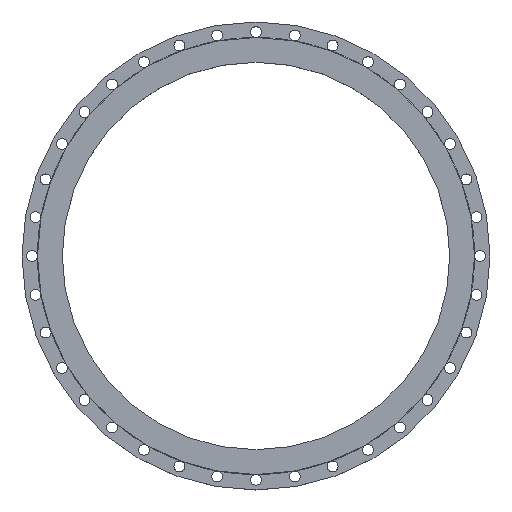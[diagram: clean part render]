
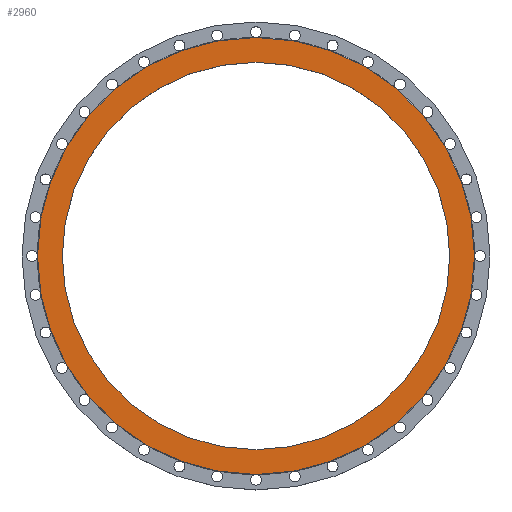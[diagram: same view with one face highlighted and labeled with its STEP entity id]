
A CAD part, top view. The second image highlights one B-rep face of the part: STEP entity #2960.
In plain terms, the highlighted planar face has unit normal (0, 0, 1).
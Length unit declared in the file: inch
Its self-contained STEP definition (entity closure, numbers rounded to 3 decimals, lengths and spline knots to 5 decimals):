
#21 = ORIENTED_EDGE ( 'NONE', *, *, #3581, .F. ) ;
#40 = CIRCLE ( 'NONE', #3089, 17.625 ) ;
#238 = EDGE_LOOP ( 'NONE', ( #3206, #1782 ) ) ;
#337 = AXIS2_PLACEMENT_3D ( 'NONE', #2616, #3744, #2224 ) ;
#338 = CARTESIAN_POINT ( 'NONE',  ( 17.625, 0., 0. ) ) ;
#558 = DIRECTION ( 'NONE',  ( 0., 0., 1. ) ) ;
#561 = PLANE ( 'NONE',  #2956 ) ;
#667 = EDGE_CURVE ( 'NONE', #2609, #1301, #3137, .T. ) ;
#828 = EDGE_CURVE ( 'NONE', #1902, #1409, #40, .T. ) ;
#883 = AXIS2_PLACEMENT_3D ( 'NONE', #3441, #558, #906 ) ;
#906 = DIRECTION ( 'NONE',  ( 1., 0., 0. ) ) ;
#926 = EDGE_CURVE ( 'NONE', #1409, #1902, #3324, .T. ) ;
#1146 = FACE_OUTER_BOUND ( 'NONE', #238, .T. ) ;
#1161 = CARTESIAN_POINT ( 'NONE',  ( 0., 15.625, 0. ) ) ;
#1301 = VERTEX_POINT ( 'NONE', #3737 ) ;
#1409 = VERTEX_POINT ( 'NONE', #3341 ) ;
#1548 = DIRECTION ( 'NONE',  ( 1., 0., 0. ) ) ;
#1584 = DIRECTION ( 'NONE',  ( 0., 0., 1. ) ) ;
#1600 = CARTESIAN_POINT ( 'NONE',  ( 0., 0., 0. ) ) ;
#1782 = ORIENTED_EDGE ( 'NONE', *, *, #926, .T. ) ;
#1902 = VERTEX_POINT ( 'NONE', #338 ) ;
#1948 = CARTESIAN_POINT ( 'NONE',  ( -15.625, 0., 0. ) ) ;
#2092 = ORIENTED_EDGE ( 'NONE', *, *, #667, .F. ) ;
#2224 = DIRECTION ( 'NONE',  ( 1., 0., 0. ) ) ;
#2234 = EDGE_LOOP ( 'NONE', ( #21, #2092 ) ) ;
#2262 = DIRECTION ( 'NONE',  ( 0., 0., 1. ) ) ;
#2343 = CARTESIAN_POINT ( 'NONE',  ( 0., 0., 0. ) ) ;
#2550 = AXIS2_PLACEMENT_3D ( 'NONE', #2343, #2262, #2618 ) ;
#2586 = DIRECTION ( 'NONE',  ( -1., 0., 0. ) ) ;
#2609 = VERTEX_POINT ( 'NONE', #1948 ) ;
#2616 = CARTESIAN_POINT ( 'NONE',  ( 0., 0., 0. ) ) ;
#2618 = DIRECTION ( 'NONE',  ( 1., 0., 0. ) ) ;
#2644 = DIRECTION ( 'NONE',  ( 0., 0., -1. ) ) ;
#2900 = FACE_BOUND ( 'NONE', #2234, .T. ) ;
#2956 = AXIS2_PLACEMENT_3D ( 'NONE', #1161, #2644, #2586 ) ;
#2960 = ADVANCED_FACE ( 'NONE', ( #2900, #1146 ), #561, .F. ) ;
#3089 = AXIS2_PLACEMENT_3D ( 'NONE', #1600, #1584, #1548 ) ;
#3137 = CIRCLE ( 'NONE', #883, 15.625 ) ;
#3206 = ORIENTED_EDGE ( 'NONE', *, *, #828, .T. ) ;
#3324 = CIRCLE ( 'NONE', #337, 17.625 ) ;
#3341 = CARTESIAN_POINT ( 'NONE',  ( -17.625, 0., 0. ) ) ;
#3374 = CIRCLE ( 'NONE', #2550, 15.625 ) ;
#3441 = CARTESIAN_POINT ( 'NONE',  ( 0., 0., 0. ) ) ;
#3581 = EDGE_CURVE ( 'NONE', #1301, #2609, #3374, .T. ) ;
#3737 = CARTESIAN_POINT ( 'NONE',  ( 15.625, 0., 0. ) ) ;
#3744 = DIRECTION ( 'NONE',  ( 0., 0., 1. ) ) ;
